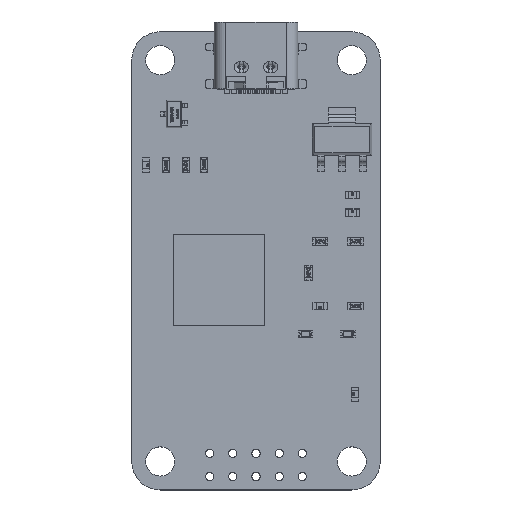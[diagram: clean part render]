
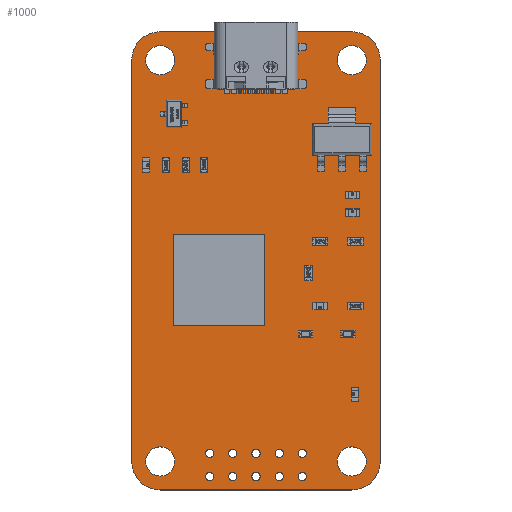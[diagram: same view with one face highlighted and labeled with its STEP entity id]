
A CAD part, top view. The second image highlights one B-rep face of the part: STEP entity #1000.
In plain terms, the highlighted planar face has unit normal (0, 0, 1).
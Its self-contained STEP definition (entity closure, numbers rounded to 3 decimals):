
#159 = VERTEX_POINT('',#160);
#160 = CARTESIAN_POINT('',(103.,99.873,0.));
#166 = EDGE_CURVE('',#159,#167,#169,.T.);
#167 = VERTEX_POINT('',#168);
#168 = CARTESIAN_POINT('',(99.873,103.,0.));
#169 = CIRCLE('',#170,3.127);
#170 = AXIS2_PLACEMENT_3D('',#171,#172,#173);
#171 = CARTESIAN_POINT('',(103.,103.,0.));
#172 = DIRECTION('',(0.,0.,-1.));
#173 = DIRECTION('',(0.,-1.,0.));
#199 = EDGE_CURVE('',#167,#200,#202,.T.);
#200 = VERTEX_POINT('',#201);
#201 = CARTESIAN_POINT('',(99.873,147.,0.));
#202 = LINE('',#203,#204);
#203 = CARTESIAN_POINT('',(99.873,103.,0.));
#204 = VECTOR('',#205,1.);
#205 = DIRECTION('',(0.,1.,0.));
#230 = EDGE_CURVE('',#200,#231,#233,.T.);
#231 = VERTEX_POINT('',#232);
#232 = CARTESIAN_POINT('',(103.,150.127,0.));
#233 = CIRCLE('',#234,3.127);
#234 = AXIS2_PLACEMENT_3D('',#235,#236,#237);
#235 = CARTESIAN_POINT('',(103.,147.,0.));
#236 = DIRECTION('',(0.,0.,-1.));
#237 = DIRECTION('',(-1.,0.,0.));
#263 = EDGE_CURVE('',#231,#264,#266,.T.);
#264 = VERTEX_POINT('',#265);
#265 = CARTESIAN_POINT('',(124.,150.127,0.));
#266 = LINE('',#267,#268);
#267 = CARTESIAN_POINT('',(103.,150.127,0.));
#268 = VECTOR('',#269,1.);
#269 = DIRECTION('',(1.,0.,0.));
#294 = EDGE_CURVE('',#264,#295,#297,.T.);
#295 = VERTEX_POINT('',#296);
#296 = CARTESIAN_POINT('',(127.127,147.,0.));
#297 = CIRCLE('',#298,3.127);
#298 = AXIS2_PLACEMENT_3D('',#299,#300,#301);
#299 = CARTESIAN_POINT('',(124.,147.,0.));
#300 = DIRECTION('',(0.,0.,-1.));
#301 = DIRECTION('',(0.,1.,0.));
#327 = EDGE_CURVE('',#295,#328,#330,.T.);
#328 = VERTEX_POINT('',#329);
#329 = CARTESIAN_POINT('',(127.127,103.,0.));
#330 = LINE('',#331,#332);
#331 = CARTESIAN_POINT('',(127.127,147.,0.));
#332 = VECTOR('',#333,1.);
#333 = DIRECTION('',(0.,-1.,0.));
#358 = EDGE_CURVE('',#328,#359,#361,.T.);
#359 = VERTEX_POINT('',#360);
#360 = CARTESIAN_POINT('',(124.,99.873,0.));
#361 = CIRCLE('',#362,3.127);
#362 = AXIS2_PLACEMENT_3D('',#363,#364,#365);
#363 = CARTESIAN_POINT('',(124.,103.,0.));
#364 = DIRECTION('',(0.,0.,-1.));
#365 = DIRECTION('',(1.,0.,0.));
#391 = EDGE_CURVE('',#359,#159,#392,.T.);
#392 = LINE('',#393,#394);
#393 = CARTESIAN_POINT('',(124.,99.873,0.));
#394 = VECTOR('',#395,1.);
#395 = DIRECTION('',(-1.,0.,0.));
#415 = VERTEX_POINT('',#416);
#416 = CARTESIAN_POINT('',(108.87,101.346,0.));
#422 = EDGE_CURVE('',#415,#415,#423,.T.);
#423 = CIRCLE('',#424,0.45);
#424 = AXIS2_PLACEMENT_3D('',#425,#426,#427);
#425 = CARTESIAN_POINT('',(108.42,101.346,0.));
#426 = DIRECTION('',(0.,0.,1.));
#427 = DIRECTION('',(1.,0.,0.));
#448 = VERTEX_POINT('',#449);
#449 = CARTESIAN_POINT('',(104.6,103.,0.));
#455 = EDGE_CURVE('',#448,#448,#456,.T.);
#456 = CIRCLE('',#457,1.6);
#457 = AXIS2_PLACEMENT_3D('',#458,#459,#460);
#458 = CARTESIAN_POINT('',(103.,103.,0.));
#459 = DIRECTION('',(0.,0.,1.));
#460 = DIRECTION('',(1.,0.,0.));
#481 = VERTEX_POINT('',#482);
#482 = CARTESIAN_POINT('',(113.95,101.346,0.));
#488 = EDGE_CURVE('',#481,#481,#489,.T.);
#489 = CIRCLE('',#490,0.45);
#490 = AXIS2_PLACEMENT_3D('',#491,#492,#493);
#491 = CARTESIAN_POINT('',(113.5,101.346,0.));
#492 = DIRECTION('',(0.,0.,1.));
#493 = DIRECTION('',(1.,0.,0.));
#514 = VERTEX_POINT('',#515);
#515 = CARTESIAN_POINT('',(111.41,101.346,0.));
#521 = EDGE_CURVE('',#514,#514,#522,.T.);
#522 = CIRCLE('',#523,0.45);
#523 = AXIS2_PLACEMENT_3D('',#524,#525,#526);
#524 = CARTESIAN_POINT('',(110.96,101.346,0.));
#525 = DIRECTION('',(0.,0.,1.));
#526 = DIRECTION('',(1.,0.,0.));
#547 = VERTEX_POINT('',#548);
#548 = CARTESIAN_POINT('',(108.87,103.886,0.));
#554 = EDGE_CURVE('',#547,#547,#555,.T.);
#555 = CIRCLE('',#556,0.45);
#556 = AXIS2_PLACEMENT_3D('',#557,#558,#559);
#557 = CARTESIAN_POINT('',(108.42,103.886,0.));
#558 = DIRECTION('',(0.,0.,1.));
#559 = DIRECTION('',(1.,0.,0.));
#580 = VERTEX_POINT('',#581);
#581 = CARTESIAN_POINT('',(104.6,147.,0.));
#587 = EDGE_CURVE('',#580,#580,#588,.T.);
#588 = CIRCLE('',#589,1.6);
#589 = AXIS2_PLACEMENT_3D('',#590,#591,#592);
#590 = CARTESIAN_POINT('',(103.,147.,0.));
#591 = DIRECTION('',(0.,0.,1.));
#592 = DIRECTION('',(1.,0.,0.));
#613 = VERTEX_POINT('',#614);
#614 = CARTESIAN_POINT('',(111.41,103.886,0.));
#620 = EDGE_CURVE('',#613,#613,#621,.T.);
#621 = CIRCLE('',#622,0.45);
#622 = AXIS2_PLACEMENT_3D('',#623,#624,#625);
#623 = CARTESIAN_POINT('',(110.96,103.886,0.));
#624 = DIRECTION('',(0.,0.,1.));
#625 = DIRECTION('',(1.,0.,0.));
#646 = VERTEX_POINT('',#647);
#647 = CARTESIAN_POINT('',(110.937,144.94,0.));
#653 = EDGE_CURVE('',#646,#646,#654,.T.);
#654 = CIRCLE('',#655,0.325);
#655 = AXIS2_PLACEMENT_3D('',#656,#657,#658);
#656 = CARTESIAN_POINT('',(110.612,144.94,0.));
#657 = DIRECTION('',(0.,0.,1.));
#658 = DIRECTION('',(1.,0.,0.));
#679 = VERTEX_POINT('',#680);
#680 = CARTESIAN_POINT('',(116.49,101.346,0.));
#686 = EDGE_CURVE('',#679,#679,#687,.T.);
#687 = CIRCLE('',#688,0.45);
#688 = AXIS2_PLACEMENT_3D('',#689,#690,#691);
#689 = CARTESIAN_POINT('',(116.04,101.346,0.));
#690 = DIRECTION('',(0.,0.,1.));
#691 = DIRECTION('',(1.,0.,0.));
#712 = VERTEX_POINT('',#713);
#713 = CARTESIAN_POINT('',(116.49,103.886,0.));
#719 = EDGE_CURVE('',#712,#712,#720,.T.);
#720 = CIRCLE('',#721,0.45);
#721 = AXIS2_PLACEMENT_3D('',#722,#723,#724);
#722 = CARTESIAN_POINT('',(116.04,103.886,0.));
#723 = DIRECTION('',(0.,0.,1.));
#724 = DIRECTION('',(1.,0.,0.));
#745 = VERTEX_POINT('',#746);
#746 = CARTESIAN_POINT('',(119.03,101.346,0.));
#752 = EDGE_CURVE('',#745,#745,#753,.T.);
#753 = CIRCLE('',#754,0.45);
#754 = AXIS2_PLACEMENT_3D('',#755,#756,#757);
#755 = CARTESIAN_POINT('',(118.58,101.346,0.));
#756 = DIRECTION('',(0.,0.,1.));
#757 = DIRECTION('',(1.,0.,0.));
#778 = VERTEX_POINT('',#779);
#779 = CARTESIAN_POINT('',(125.6,103.,0.));
#785 = EDGE_CURVE('',#778,#778,#786,.T.);
#786 = CIRCLE('',#787,1.6);
#787 = AXIS2_PLACEMENT_3D('',#788,#789,#790);
#788 = CARTESIAN_POINT('',(124.,103.,0.));
#789 = DIRECTION('',(0.,0.,1.));
#790 = DIRECTION('',(1.,0.,0.));
#811 = VERTEX_POINT('',#812);
#812 = CARTESIAN_POINT('',(113.95,103.886,0.));
#818 = EDGE_CURVE('',#811,#811,#819,.T.);
#819 = CIRCLE('',#820,0.45);
#820 = AXIS2_PLACEMENT_3D('',#821,#822,#823);
#821 = CARTESIAN_POINT('',(113.5,103.886,0.));
#822 = DIRECTION('',(0.,0.,1.));
#823 = DIRECTION('',(1.,0.,0.));
#844 = VERTEX_POINT('',#845);
#845 = CARTESIAN_POINT('',(116.713,144.94,0.));
#851 = EDGE_CURVE('',#844,#844,#852,.T.);
#852 = CIRCLE('',#853,0.325);
#853 = AXIS2_PLACEMENT_3D('',#854,#855,#856);
#854 = CARTESIAN_POINT('',(116.388,144.94,0.));
#855 = DIRECTION('',(0.,0.,1.));
#856 = DIRECTION('',(1.,0.,0.));
#877 = VERTEX_POINT('',#878);
#878 = CARTESIAN_POINT('',(119.03,103.886,0.));
#884 = EDGE_CURVE('',#877,#877,#885,.T.);
#885 = CIRCLE('',#886,0.45);
#886 = AXIS2_PLACEMENT_3D('',#887,#888,#889);
#887 = CARTESIAN_POINT('',(118.58,103.886,0.));
#888 = DIRECTION('',(0.,0.,1.));
#889 = DIRECTION('',(1.,0.,0.));
#910 = VERTEX_POINT('',#911);
#911 = CARTESIAN_POINT('',(125.6,147.,0.));
#917 = EDGE_CURVE('',#910,#910,#918,.T.);
#918 = CIRCLE('',#919,1.6);
#919 = AXIS2_PLACEMENT_3D('',#920,#921,#922);
#920 = CARTESIAN_POINT('',(124.,147.,0.));
#921 = DIRECTION('',(0.,0.,1.));
#922 = DIRECTION('',(1.,0.,0.));
#1000 = ADVANCED_FACE('',(#1001,#1011,#1014,#1017,#1020,#1023,#1026,
    #1029,#1032,#1035,#1038,#1041,#1044,#1047,#1050,#1053,#1056),#1059,
  .T.);
#1001 = FACE_BOUND('',#1002,.F.);
#1002 = EDGE_LOOP('',(#1003,#1004,#1005,#1006,#1007,#1008,#1009,#1010));
#1003 = ORIENTED_EDGE('',*,*,#166,.T.);
#1004 = ORIENTED_EDGE('',*,*,#199,.T.);
#1005 = ORIENTED_EDGE('',*,*,#230,.T.);
#1006 = ORIENTED_EDGE('',*,*,#263,.T.);
#1007 = ORIENTED_EDGE('',*,*,#294,.T.);
#1008 = ORIENTED_EDGE('',*,*,#327,.T.);
#1009 = ORIENTED_EDGE('',*,*,#358,.T.);
#1010 = ORIENTED_EDGE('',*,*,#391,.T.);
#1011 = FACE_BOUND('',#1012,.T.);
#1012 = EDGE_LOOP('',(#1013));
#1013 = ORIENTED_EDGE('',*,*,#422,.F.);
#1014 = FACE_BOUND('',#1015,.T.);
#1015 = EDGE_LOOP('',(#1016));
#1016 = ORIENTED_EDGE('',*,*,#455,.F.);
#1017 = FACE_BOUND('',#1018,.T.);
#1018 = EDGE_LOOP('',(#1019));
#1019 = ORIENTED_EDGE('',*,*,#488,.F.);
#1020 = FACE_BOUND('',#1021,.T.);
#1021 = EDGE_LOOP('',(#1022));
#1022 = ORIENTED_EDGE('',*,*,#521,.F.);
#1023 = FACE_BOUND('',#1024,.T.);
#1024 = EDGE_LOOP('',(#1025));
#1025 = ORIENTED_EDGE('',*,*,#554,.F.);
#1026 = FACE_BOUND('',#1027,.T.);
#1027 = EDGE_LOOP('',(#1028));
#1028 = ORIENTED_EDGE('',*,*,#587,.F.);
#1029 = FACE_BOUND('',#1030,.T.);
#1030 = EDGE_LOOP('',(#1031));
#1031 = ORIENTED_EDGE('',*,*,#620,.F.);
#1032 = FACE_BOUND('',#1033,.T.);
#1033 = EDGE_LOOP('',(#1034));
#1034 = ORIENTED_EDGE('',*,*,#653,.F.);
#1035 = FACE_BOUND('',#1036,.T.);
#1036 = EDGE_LOOP('',(#1037));
#1037 = ORIENTED_EDGE('',*,*,#686,.F.);
#1038 = FACE_BOUND('',#1039,.T.);
#1039 = EDGE_LOOP('',(#1040));
#1040 = ORIENTED_EDGE('',*,*,#719,.F.);
#1041 = FACE_BOUND('',#1042,.T.);
#1042 = EDGE_LOOP('',(#1043));
#1043 = ORIENTED_EDGE('',*,*,#752,.F.);
#1044 = FACE_BOUND('',#1045,.T.);
#1045 = EDGE_LOOP('',(#1046));
#1046 = ORIENTED_EDGE('',*,*,#785,.F.);
#1047 = FACE_BOUND('',#1048,.T.);
#1048 = EDGE_LOOP('',(#1049));
#1049 = ORIENTED_EDGE('',*,*,#818,.F.);
#1050 = FACE_BOUND('',#1051,.T.);
#1051 = EDGE_LOOP('',(#1052));
#1052 = ORIENTED_EDGE('',*,*,#851,.F.);
#1053 = FACE_BOUND('',#1054,.T.);
#1054 = EDGE_LOOP('',(#1055));
#1055 = ORIENTED_EDGE('',*,*,#884,.F.);
#1056 = FACE_BOUND('',#1057,.T.);
#1057 = EDGE_LOOP('',(#1058));
#1058 = ORIENTED_EDGE('',*,*,#917,.F.);
#1059 = PLANE('',#1060);
#1060 = AXIS2_PLACEMENT_3D('',#1061,#1062,#1063);
#1061 = CARTESIAN_POINT('',(103.,99.873,0.));
#1062 = DIRECTION('',(0.,0.,1.));
#1063 = DIRECTION('',(1.,0.,0.));
